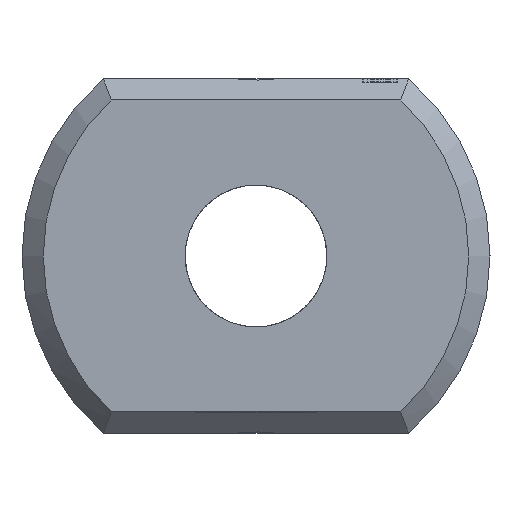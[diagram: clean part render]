
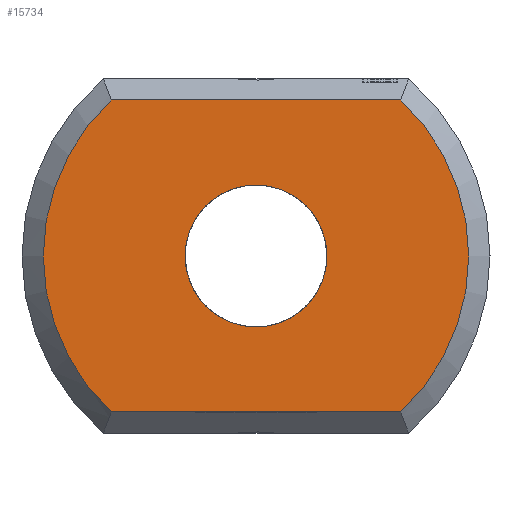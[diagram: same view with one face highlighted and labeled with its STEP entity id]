
A CAD part, left-side view. The second image highlights one B-rep face of the part: STEP entity #15734.
In plain terms, the highlighted planar face has unit normal (-1, 0, 0).
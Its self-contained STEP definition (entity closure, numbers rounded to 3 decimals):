
#3888 = VERTEX_POINT('',#3889);
#3889 = CARTESIAN_POINT('',(0.,-2.04,2.2));
#3898 = VERTEX_POINT('',#3899);
#3899 = CARTESIAN_POINT('',(0.,-2.04,-2.2));
#3906 = EDGE_CURVE('',#3888,#3898,#3907,.T.);
#3907 = CIRCLE('',#3908,3.);
#3908 = AXIS2_PLACEMENT_3D('',#3909,#3910,#3911);
#3909 = CARTESIAN_POINT('',(0.,0.,0.));
#3910 = DIRECTION('',(1.,0.,0.));
#3911 = DIRECTION('',(0.,-0.653,0.758)
  );
#4942 = VERTEX_POINT('',#4943);
#4943 = CARTESIAN_POINT('',(0.,2.04,2.2));
#4950 = EDGE_CURVE('',#3888,#4942,#4951,.T.);
#4951 = LINE('',#4952,#4953);
#4952 = CARTESIAN_POINT('',(0.,-2.154,2.2));
#4953 = VECTOR('',#4954,1.);
#4954 = DIRECTION('',(0.,1.,0.));
#15734 = ADVANCED_FACE('',(#15735,#15754),#15765,.F.);
#15735 = FACE_BOUND('',#15736,.F.);
#15736 = EDGE_LOOP('',(#15737,#15746,#15747,#15748));
#15737 = ORIENTED_EDGE('',*,*,#15738,.T.);
#15738 = EDGE_CURVE('',#15739,#4942,#15741,.T.);
#15739 = VERTEX_POINT('',#15740);
#15740 = CARTESIAN_POINT('',(0.,2.04,-2.2));
#15741 = CIRCLE('',#15742,3.);
#15742 = AXIS2_PLACEMENT_3D('',#15743,#15744,#15745);
#15743 = CARTESIAN_POINT('',(0.,0.,0.));
#15744 = DIRECTION('',(1.,0.,0.));
#15745 = DIRECTION('',(0.,0.653,-0.758)
  );
#15746 = ORIENTED_EDGE('',*,*,#4950,.F.);
#15747 = ORIENTED_EDGE('',*,*,#3906,.T.);
#15748 = ORIENTED_EDGE('',*,*,#15749,.T.);
#15749 = EDGE_CURVE('',#3898,#15739,#15750,.T.);
#15750 = LINE('',#15751,#15752);
#15751 = CARTESIAN_POINT('',(0.,-2.154,-2.2));
#15752 = VECTOR('',#15753,1.);
#15753 = DIRECTION('',(0.,1.,0.));
#15754 = FACE_BOUND('',#15755,.T.);
#15755 = EDGE_LOOP('',(#15756));
#15756 = ORIENTED_EDGE('',*,*,#15757,.T.);
#15757 = EDGE_CURVE('',#15758,#15758,#15760,.T.);
#15758 = VERTEX_POINT('',#15759);
#15759 = CARTESIAN_POINT('',(0.,1.,0.)
  );
#15760 = CIRCLE('',#15761,1.);
#15761 = AXIS2_PLACEMENT_3D('',#15762,#15763,#15764);
#15762 = CARTESIAN_POINT('',(0.,0.,0.));
#15763 = DIRECTION('',(1.,0.,0.));
#15764 = DIRECTION('',(0.,1.,0.));
#15765 = PLANE('',#15766);
#15766 = AXIS2_PLACEMENT_3D('',#15767,#15768,#15769);
#15767 = CARTESIAN_POINT('',(0.,0.,0.));
#15768 = DIRECTION('',(1.,0.,0.));
#15769 = DIRECTION('',(0.,0.,1.));
